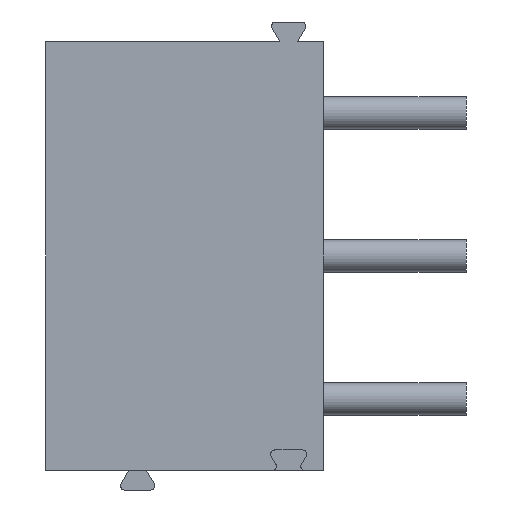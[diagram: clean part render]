
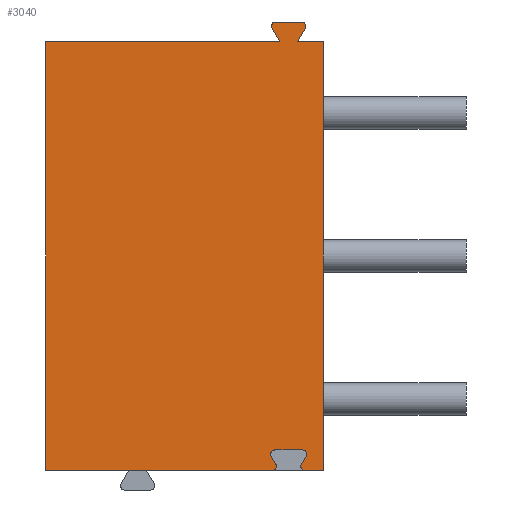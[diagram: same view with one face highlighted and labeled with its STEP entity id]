
A CAD part, front view. The second image highlights one B-rep face of the part: STEP entity #3040.
In plain terms, the highlighted planar face has unit normal (0, -1, 0).
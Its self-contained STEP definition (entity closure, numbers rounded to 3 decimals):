
#38=DIRECTION('',(1.,0.,0.));
#39=VECTOR('',#38,0.634);
#40=CARTESIAN_POINT('',(2.766,-4.2,8.75));
#41=LINE('',#40,#39);
#54=DIRECTION('',(1.,0.,0.));
#55=VECTOR('',#54,5.736);
#56=CARTESIAN_POINT('',(-3.4,-4.2,8.75));
#57=LINE('',#56,#55);
#315=CARTESIAN_POINT('',(2.948,-4.2,-1.65));
#316=DIRECTION('',(0.,-1.,0.));
#317=DIRECTION('',(-0.866,0.,0.5));
#318=AXIS2_PLACEMENT_3D('',#315,#316,#317);
#320=DIRECTION('',(0.5,0.,0.866));
#321=VECTOR('',#320,0.231);
#322=CARTESIAN_POINT('',(2.862,-4.2,-1.6));
#323=LINE('',#322,#321);
#324=CARTESIAN_POINT('',(2.89,-4.2,-1.35));
#325=DIRECTION('',(0.,-1.,0.));
#326=DIRECTION('',(0.866,0.,-0.5));
#327=AXIS2_PLACEMENT_3D('',#324,#325,#326);
#329=DIRECTION('',(-1.,0.,0.));
#330=VECTOR('',#329,0.681);
#331=CARTESIAN_POINT('',(2.89,-4.2,-1.25));
#332=LINE('',#331,#330);
#333=CARTESIAN_POINT('',(2.21,-4.2,-1.35));
#334=DIRECTION('',(0.,-1.,0.));
#335=DIRECTION('',(0.,0.,1.));
#336=AXIS2_PLACEMENT_3D('',#333,#334,#335);
#338=DIRECTION('',(0.5,0.,-0.866));
#339=VECTOR('',#338,0.231);
#340=CARTESIAN_POINT('',(2.123,-4.2,-1.4));
#341=LINE('',#340,#339);
#342=CARTESIAN_POINT('',(2.152,-4.2,-1.65));
#343=DIRECTION('',(0.,-1.,0.));
#344=DIRECTION('',(0.,0.,-1.));
#345=AXIS2_PLACEMENT_3D('',#342,#343,#344);
#347=DIRECTION('',(0.,0.,-1.));
#348=VECTOR('',#347,10.5);
#349=CARTESIAN_POINT('',(-3.4,-4.2,8.75));
#350=LINE('',#349,#348);
#351=DIRECTION('',(0.504,0.,-0.864));
#352=VECTOR('',#351,0.382);
#353=CARTESIAN_POINT('',(2.144,-4.2,9.08));
#354=LINE('',#353,#352);
#355=CARTESIAN_POINT('',(2.23,-4.2,9.13));
#356=DIRECTION('',(0.,-1.,0.));
#357=DIRECTION('',(0.,0.,1.));
#358=AXIS2_PLACEMENT_3D('',#355,#356,#357);
#360=DIRECTION('',(-1.,0.,0.));
#361=VECTOR('',#360,0.64);
#362=CARTESIAN_POINT('',(2.87,-4.2,9.23));
#363=LINE('',#362,#361);
#364=CARTESIAN_POINT('',(2.87,-4.2,9.13));
#365=DIRECTION('',(0.,-1.,0.));
#366=DIRECTION('',(0.866,0.,-0.5));
#367=AXIS2_PLACEMENT_3D('',#364,#365,#366);
#369=DIRECTION('',(0.5,0.,0.866));
#370=VECTOR('',#369,0.381);
#371=CARTESIAN_POINT('',(2.766,-4.2,8.75));
#372=LINE('',#371,#370);
#381=DIRECTION('',(1.,0.,0.));
#382=VECTOR('',#381,0.452);
#383=CARTESIAN_POINT('',(2.948,-4.2,-1.75));
#384=LINE('',#383,#382);
#431=DIRECTION('',(1.,0.,0.));
#432=VECTOR('',#431,5.552);
#433=CARTESIAN_POINT('',(-3.4,-4.2,-1.75));
#434=LINE('',#433,#432);
#495=DIRECTION('',(0.,0.,-1.));
#496=VECTOR('',#495,10.5);
#497=CARTESIAN_POINT('',(3.4,-4.2,8.75));
#498=LINE('',#497,#496);
#2107=CARTESIAN_POINT('',(-3.4,-4.2,8.75));
#2108=VERTEX_POINT('',#2107);
#2109=CARTESIAN_POINT('',(3.4,-4.2,8.75));
#2111=VERTEX_POINT('',#2109);
#2123=CARTESIAN_POINT('',(-3.4,-4.2,-1.75));
#2124=VERTEX_POINT('',#2123);
#2125=CARTESIAN_POINT('',(3.4,-4.2,-1.75));
#2127=VERTEX_POINT('',#2125);
#2161=CARTESIAN_POINT('',(2.336,-4.2,8.75));
#2162=VERTEX_POINT('',#2161);
#2163=CARTESIAN_POINT('',(2.766,-4.2,8.75));
#2164=VERTEX_POINT('',#2163);
#2165=CARTESIAN_POINT('',(2.23,-4.2,9.23));
#2166=CARTESIAN_POINT('',(2.144,-4.2,9.08));
#2167=VERTEX_POINT('',#2165);
#2168=VERTEX_POINT('',#2166);
#2169=CARTESIAN_POINT('',(2.957,-4.2,9.08));
#2170=CARTESIAN_POINT('',(2.87,-4.2,9.23));
#2171=VERTEX_POINT('',#2169);
#2172=VERTEX_POINT('',#2170);
#2197=CARTESIAN_POINT('',(2.948,-4.2,-1.75));
#2198=VERTEX_POINT('',#2197);
#2199=CARTESIAN_POINT('',(2.152,-4.2,-1.75));
#2200=VERTEX_POINT('',#2199);
#2201=CARTESIAN_POINT('',(2.862,-4.2,-1.6));
#2202=VERTEX_POINT('',#2201);
#2203=CARTESIAN_POINT('',(2.977,-4.2,-1.4));
#2204=VERTEX_POINT('',#2203);
#2205=CARTESIAN_POINT('',(2.89,-4.2,-1.25));
#2206=VERTEX_POINT('',#2205);
#2207=CARTESIAN_POINT('',(2.21,-4.2,-1.25));
#2208=VERTEX_POINT('',#2207);
#2209=CARTESIAN_POINT('',(2.123,-4.2,-1.4));
#2210=VERTEX_POINT('',#2209);
#2211=CARTESIAN_POINT('',(2.238,-4.2,-1.6));
#2212=VERTEX_POINT('',#2211);
#3000=CARTESIAN_POINT('',(-3.4,-4.2,8.75));
#3001=DIRECTION('',(0.,-1.,0.));
#3002=DIRECTION('',(1.,0.,0.));
#3003=AXIS2_PLACEMENT_3D('',#3000,#3001,#3002);
#3004=PLANE('',#3003);
#3006=ORIENTED_EDGE('',*,*,#3005,.F.);
#3008=ORIENTED_EDGE('',*,*,#3007,.T.);
#3010=ORIENTED_EDGE('',*,*,#3009,.T.);
#3012=ORIENTED_EDGE('',*,*,#3011,.T.);
#3014=ORIENTED_EDGE('',*,*,#3013,.T.);
#3016=ORIENTED_EDGE('',*,*,#3015,.T.);
#3018=ORIENTED_EDGE('',*,*,#3017,.F.);
#3020=ORIENTED_EDGE('',*,*,#3019,.F.);
#3021=ORIENTED_EDGE('',*,*,#2975,.F.);
#3022=ORIENTED_EDGE('',*,*,#2692,.T.);
#3024=ORIENTED_EDGE('',*,*,#3023,.F.);
#3026=ORIENTED_EDGE('',*,*,#3025,.F.);
#3028=ORIENTED_EDGE('',*,*,#3027,.F.);
#3030=ORIENTED_EDGE('',*,*,#3029,.F.);
#3032=ORIENTED_EDGE('',*,*,#3031,.F.);
#3033=ORIENTED_EDGE('',*,*,#2684,.T.);
#3035=ORIENTED_EDGE('',*,*,#3034,.T.);
#3037=ORIENTED_EDGE('',*,*,#3036,.F.);
#3038=EDGE_LOOP('',(#3006,#3008,#3010,#3012,#3014,#3016,#3018,#3020,#3021,#3022,
#3024,#3026,#3028,#3030,#3032,#3033,#3035,#3037));
#3039=FACE_OUTER_BOUND('',#3038,.F.);
#319=CIRCLE('',#318,0.1);
#328=CIRCLE('',#327,0.1);
#337=CIRCLE('',#336,0.1);
#346=CIRCLE('',#345,0.1);
#359=CIRCLE('',#358,0.1);
#368=CIRCLE('',#367,0.1);
#2684=EDGE_CURVE('',#2164,#2111,#41,.T.);
#2692=EDGE_CURVE('',#2108,#2162,#57,.T.);
#2975=EDGE_CURVE('',#2108,#2124,#350,.T.);
#3005=EDGE_CURVE('',#2202,#2198,#319,.T.);
#3007=EDGE_CURVE('',#2202,#2204,#323,.T.);
#3009=EDGE_CURVE('',#2204,#2206,#328,.T.);
#3011=EDGE_CURVE('',#2206,#2208,#332,.T.);
#3013=EDGE_CURVE('',#2208,#2210,#337,.T.);
#3015=EDGE_CURVE('',#2210,#2212,#341,.T.);
#3017=EDGE_CURVE('',#2200,#2212,#346,.T.);
#3019=EDGE_CURVE('',#2124,#2200,#434,.T.);
#3023=EDGE_CURVE('',#2168,#2162,#354,.T.);
#3025=EDGE_CURVE('',#2167,#2168,#359,.T.);
#3027=EDGE_CURVE('',#2172,#2167,#363,.T.);
#3029=EDGE_CURVE('',#2171,#2172,#368,.T.);
#3031=EDGE_CURVE('',#2164,#2171,#372,.T.);
#3034=EDGE_CURVE('',#2111,#2127,#498,.T.);
#3036=EDGE_CURVE('',#2198,#2127,#384,.T.);
#3040=ADVANCED_FACE('',(#3039),#3004,.T.);
